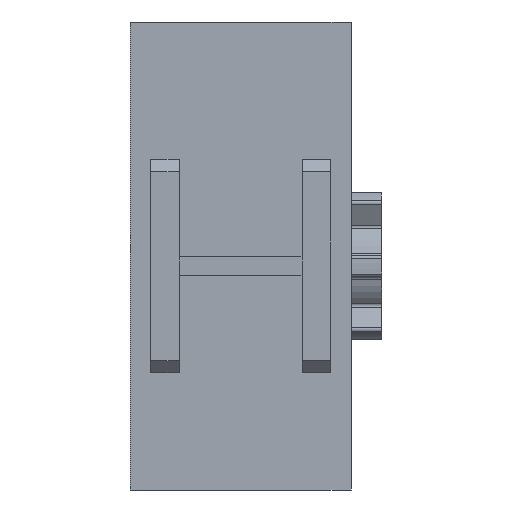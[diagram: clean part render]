
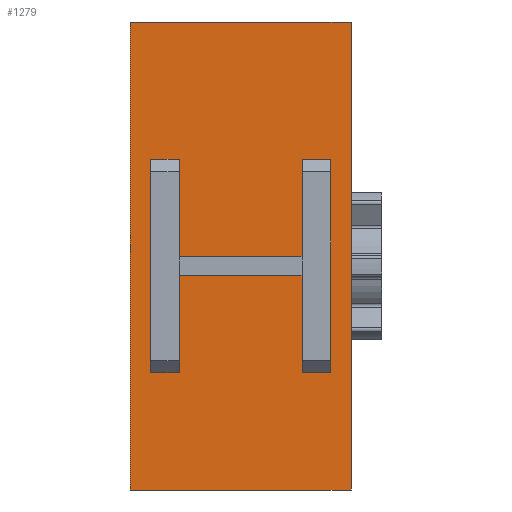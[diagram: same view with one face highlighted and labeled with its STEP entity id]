
A CAD part, front view. The second image highlights one B-rep face of the part: STEP entity #1279.
In plain terms, the highlighted planar face has unit normal (0, -1, 0).
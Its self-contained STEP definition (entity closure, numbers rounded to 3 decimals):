
#749=CARTESIAN_POINT('',(3.3,-52.5,53.9));
#750=VERTEX_POINT('',#749);
#757=CARTESIAN_POINT('',(3.3,-52.5,19.1));
#758=VERTEX_POINT('',#757);
#759=CARTESIAN_POINT('',(3.3,-52.5,19.1));
#760=DIRECTION('',(0.0,0.0,1.0));
#761=VECTOR('',#760,34.8);
#762=LINE('',#759,#761);
#763=EDGE_CURVE('',#758,#750,#762,.T.);
#876=CARTESIAN_POINT('',(32.7,-52.5,19.1));
#877=VERTEX_POINT('',#876);
#884=CARTESIAN_POINT('',(32.7,-52.5,53.9));
#885=VERTEX_POINT('',#884);
#886=CARTESIAN_POINT('',(32.7,-52.5,53.9));
#887=DIRECTION('',(0.0,0.0,-1.0));
#888=VECTOR('',#887,34.8);
#889=LINE('',#886,#888);
#890=EDGE_CURVE('',#885,#877,#889,.T.);
#996=CARTESIAN_POINT('',(28.,-52.5,35.));
#997=VERTEX_POINT('',#996);
#1004=CARTESIAN_POINT('',(28.,-52.5,19.1));
#1005=VERTEX_POINT('',#1004);
#1006=CARTESIAN_POINT('',(28.,-52.5,19.1));
#1007=DIRECTION('',(0.0,0.0,1.0));
#1008=VECTOR('',#1007,15.9);
#1009=LINE('',#1006,#1008);
#1010=EDGE_CURVE('',#1005,#997,#1009,.T.);
#1027=CARTESIAN_POINT('',(28.,-52.5,53.9));
#1028=VERTEX_POINT('',#1027);
#1035=CARTESIAN_POINT('',(28.,-52.5,38.));
#1036=VERTEX_POINT('',#1035);
#1037=CARTESIAN_POINT('',(28.,-52.5,38.));
#1038=DIRECTION('',(0.0,0.0,1.0));
#1039=VECTOR('',#1038,15.9);
#1040=LINE('',#1037,#1039);
#1041=EDGE_CURVE('',#1036,#1028,#1040,.T.);
#1060=CARTESIAN_POINT('',(32.7,-52.5,19.1));
#1061=DIRECTION('',(-1.0,0.0,0.0));
#1062=VECTOR('',#1061,4.7);
#1063=LINE('',#1060,#1062);
#1064=EDGE_CURVE('',#877,#1005,#1063,.T.);
#1077=CARTESIAN_POINT('',(28.,-52.5,53.9));
#1078=DIRECTION('',(1.0,0.0,0.0));
#1079=VECTOR('',#1078,4.7);
#1080=LINE('',#1077,#1079);
#1081=EDGE_CURVE('',#1028,#885,#1080,.T.);
#1093=CARTESIAN_POINT('',(8.,-52.5,19.1));
#1094=VERTEX_POINT('',#1093);
#1101=CARTESIAN_POINT('',(8.,-52.5,35.));
#1102=VERTEX_POINT('',#1101);
#1103=CARTESIAN_POINT('',(8.,-52.5,35.));
#1104=DIRECTION('',(0.0,0.0,-1.0));
#1105=VECTOR('',#1104,15.9);
#1106=LINE('',#1103,#1105);
#1107=EDGE_CURVE('',#1102,#1094,#1106,.T.);
#1126=CARTESIAN_POINT('',(8.,-52.5,38.));
#1127=VERTEX_POINT('',#1126);
#1134=CARTESIAN_POINT('',(8.,-52.5,53.9));
#1135=VERTEX_POINT('',#1134);
#1136=CARTESIAN_POINT('',(8.,-52.5,53.9));
#1137=DIRECTION('',(0.0,0.0,-1.0));
#1138=VECTOR('',#1137,15.9);
#1139=LINE('',#1136,#1138);
#1140=EDGE_CURVE('',#1135,#1127,#1139,.T.);
#1158=CARTESIAN_POINT('',(8.,-52.5,19.1));
#1159=DIRECTION('',(-1.0,0.0,0.0));
#1160=VECTOR('',#1159,4.7);
#1161=LINE('',#1158,#1160);
#1162=EDGE_CURVE('',#1094,#758,#1161,.T.);
#1175=CARTESIAN_POINT('',(3.3,-52.5,53.9));
#1176=DIRECTION('',(1.0,0.0,0.0));
#1177=VECTOR('',#1176,4.7);
#1178=LINE('',#1175,#1177);
#1179=EDGE_CURVE('',#750,#1135,#1178,.T.);
#1216=CARTESIAN_POINT('',(36.0,-52.5,0.0));
#1217=DIRECTION('',(0.0,-1.0,0.0));
#1218=DIRECTION('',(0.0,0.0,-1.0));
#1219=AXIS2_PLACEMENT_3D('',#1216,#1217,#1218);
#1220=PLANE('',#1219);
#1221=CARTESIAN_POINT('',(36.0,-52.5,76.3));
#1222=VERTEX_POINT('',#1221);
#1223=CARTESIAN_POINT('',(0.,-52.5,76.3));
#1224=VERTEX_POINT('',#1223);
#1225=CARTESIAN_POINT('',(36.0,-52.5,76.3));
#1226=DIRECTION('',(-1.0,0.0,0.0));
#1227=VECTOR('',#1226,36.);
#1228=LINE('',#1225,#1227);
#1229=EDGE_CURVE('',#1222,#1224,#1228,.T.);
#1230=ORIENTED_EDGE('',*,*,#1229,.T.);
#1231=CARTESIAN_POINT('',(0.,-52.5,0.0));
#1232=VERTEX_POINT('',#1231);
#1233=CARTESIAN_POINT('',(0.,-52.5,0.0));
#1234=DIRECTION('',(0.0,0.0,1.0));
#1235=VECTOR('',#1234,76.3);
#1236=LINE('',#1233,#1235);
#1237=EDGE_CURVE('',#1232,#1224,#1236,.T.);
#1238=ORIENTED_EDGE('',*,*,#1237,.F.);
#1239=CARTESIAN_POINT('',(36.0,-52.5,0.0));
#1240=VERTEX_POINT('',#1239);
#1241=CARTESIAN_POINT('',(36.0,-52.5,0.0));
#1242=DIRECTION('',(-1.0,0.0,0.0));
#1243=VECTOR('',#1242,36.);
#1244=LINE('',#1241,#1243);
#1245=EDGE_CURVE('',#1240,#1232,#1244,.T.);
#1246=ORIENTED_EDGE('',*,*,#1245,.F.);
#1247=CARTESIAN_POINT('',(36.0,-52.5,0.0));
#1248=DIRECTION('',(0.0,0.0,1.0));
#1249=VECTOR('',#1248,76.3);
#1250=LINE('',#1247,#1249);
#1251=EDGE_CURVE('',#1240,#1222,#1250,.T.);
#1252=ORIENTED_EDGE('',*,*,#1251,.T.);
#1253=EDGE_LOOP('',(#1230,#1238,#1246,#1252));
#1254=FACE_OUTER_BOUND('',#1253,.T.);
#1255=ORIENTED_EDGE('',*,*,#1041,.T.);
#1256=ORIENTED_EDGE('',*,*,#1081,.T.);
#1257=ORIENTED_EDGE('',*,*,#890,.T.);
#1258=ORIENTED_EDGE('',*,*,#1064,.T.);
#1259=ORIENTED_EDGE('',*,*,#1010,.T.);
#1260=CARTESIAN_POINT('',(28.,-52.5,35.));
#1261=DIRECTION('',(-1.0,0.0,0.0));
#1262=VECTOR('',#1261,20.);
#1263=LINE('',#1260,#1262);
#1264=EDGE_CURVE('',#997,#1102,#1263,.T.);
#1265=ORIENTED_EDGE('',*,*,#1264,.T.);
#1266=ORIENTED_EDGE('',*,*,#1107,.T.);
#1267=ORIENTED_EDGE('',*,*,#1162,.T.);
#1268=ORIENTED_EDGE('',*,*,#763,.T.);
#1269=ORIENTED_EDGE('',*,*,#1179,.T.);
#1270=ORIENTED_EDGE('',*,*,#1140,.T.);
#1271=CARTESIAN_POINT('',(8.,-52.5,38.));
#1272=DIRECTION('',(1.0,0.0,0.0));
#1273=VECTOR('',#1272,20.);
#1274=LINE('',#1271,#1273);
#1275=EDGE_CURVE('',#1127,#1036,#1274,.T.);
#1276=ORIENTED_EDGE('',*,*,#1275,.T.);
#1277=EDGE_LOOP('',(#1255,#1256,#1257,#1258,#1259,#1265,#1266,#1267,#1268,#1269,#1270,#1276));
#1278=FACE_BOUND('',#1277,.T.);
#1279=ADVANCED_FACE('',(#1254,#1278),#1220,.T.);
